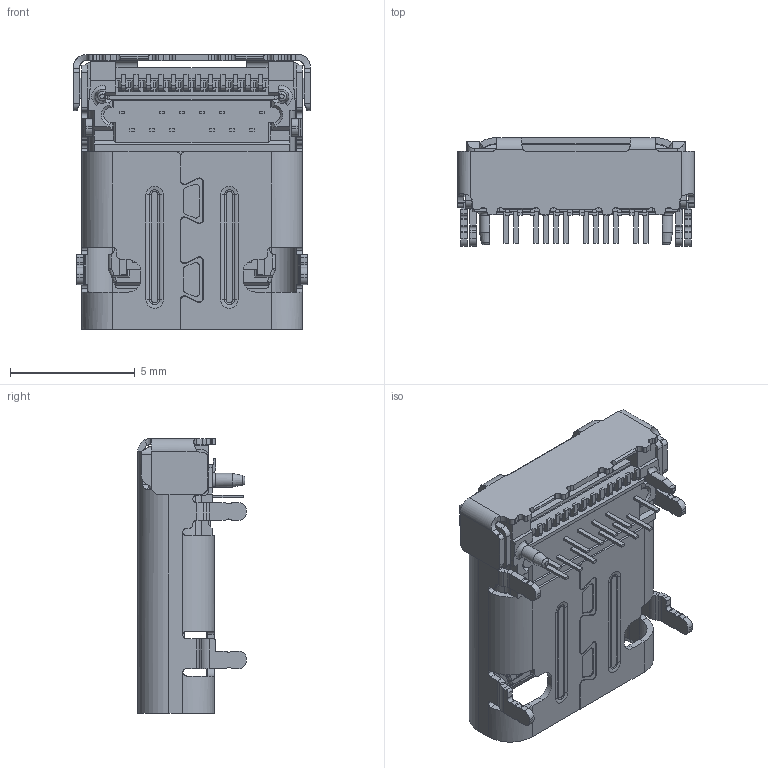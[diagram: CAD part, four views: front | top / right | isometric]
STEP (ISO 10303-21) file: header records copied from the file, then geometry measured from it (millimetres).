
FILE_DESCRIPTION(/* description */ (''),/* implementation_level */ '2;1');
FILE_NAME(/* name */ '10143976_Cust_3D_20170609_stp.stp',/* time_stamp */ '2017-06-09T15:15:40+08:00',/* author */ (''),/* organization */ (''),/* preprocessor_version */ 'ST-DEVELOPER v14',/* originating_system */ 'SIEMENS PLM Software NX 8.0',/* authorisation */ '');
FILE_SCHEMA (('AUTOMOTIVE_DESIGN { 1 0 10303 214 3 1 1 1 }'));
Length unit declared in the file: millimetre
Products named in the file (1): 1095CFB9C9lma
Bounding box: 9.5 x 4.35 x 11.03 mm (x, y, z)
Volume: 154 mm3; surface area: 766.3 mm2
Topology: 1 solids, 28 shells, 2141 faces, 5831 edges, 3756 vertices
Faces by surface type: plane 1526, cylinder 493, bspline 72, cone 36, torus 14
Entity records: 80693 total; most frequent: CARTESIAN_POINT 15196, ORIENTED_EDGE 11750, DIRECTION 11083, EDGE_CURVE 5875, LINE 4507, VECTOR 4507, VERTEX_POINT 3804, AXIS2_PLACEMENT_3D 3288
